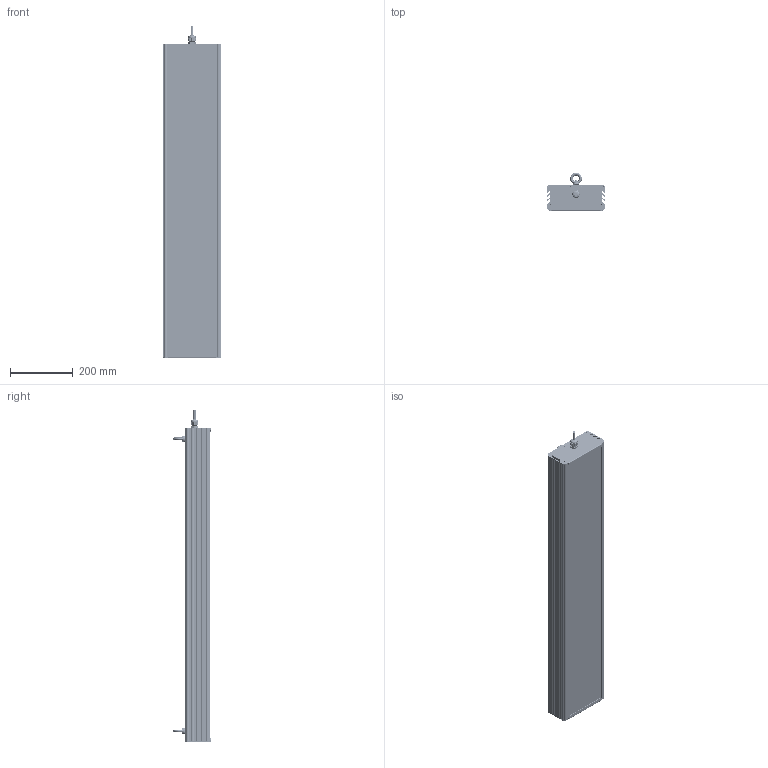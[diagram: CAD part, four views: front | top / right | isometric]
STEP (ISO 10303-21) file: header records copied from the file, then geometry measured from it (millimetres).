
FILE_DESCRIPTION(('STEP AP214'), '1');
FILE_NAME('001.0079.92.000 - ÃÑÏ-Ýêñòðà-Îïòèê-200', '2023-11-03T04:55:23', ('Ëóêîíèí'), ('ÎÊÁ Ñâîé Ñòèëü'), 'C3D Converter', 'C3D Toolkit', '');
FILE_SCHEMA(('AUTOMOTIVE_DESIGN { 1 0 10303 214 3 1 1}'));
Length unit declared in the file: millimetre
Products named in the file (26): 001.0079.92.000; 001.0065.02.000
Assembly tree (67 placements, depth 4):
  001.0079.92.000
    (unnamed)
      (unnamed)
      (unnamed)
      (unnamed)
      (unnamed)  x6
      (unnamed)  x6
      (unnamed)
      (unnamed)
      (unnamed)
      (unnamed)
        (unnamed)
      (unnamed)  x20
        (unnamed)
        (unnamed)
        (unnamed)
        (unnamed)
        (unnamed)
        (unnamed)
        (unnamed)
        (unnamed)
        (unnamed)
        (unnamed)
    001.0065.02.000  x2
      (unnamed)
      (unnamed)
Bounding box: 187.37 x 121.6 x 1056.43 mm (x, y, z)
Volume: 3276070.9 mm3; surface area: 2411968 mm2
Topology: 684 solids, 684 shells, 9150 faces, 20759 edges, 13911 vertices
Faces by surface type: plane 6588, cylinder 2092, bspline 325, cone 112, sphere 20, torus 13
Full cylindrical faces by diameter (mm): 1 x20, 2 x40, 2.5 x80, 2.8 x500, 3.2 x20, 3.5 x120, 4 x12, 6 x2, 8 x12, 9 x260, 12 x1, 12.5 x1, 16 x1, 18.5 x3, 20 x1, 23.5 x1
Entity records: 92572 total; most frequent: CARTESIAN_POINT 45616, ORIENTED_EDGE 8892, DIRECTION 8070, EDGE_CURVE 4446, VERTEX_POINT 3074, LINE 2696, VECTOR 2696, AXIS2_PLACEMENT_3D 2687
